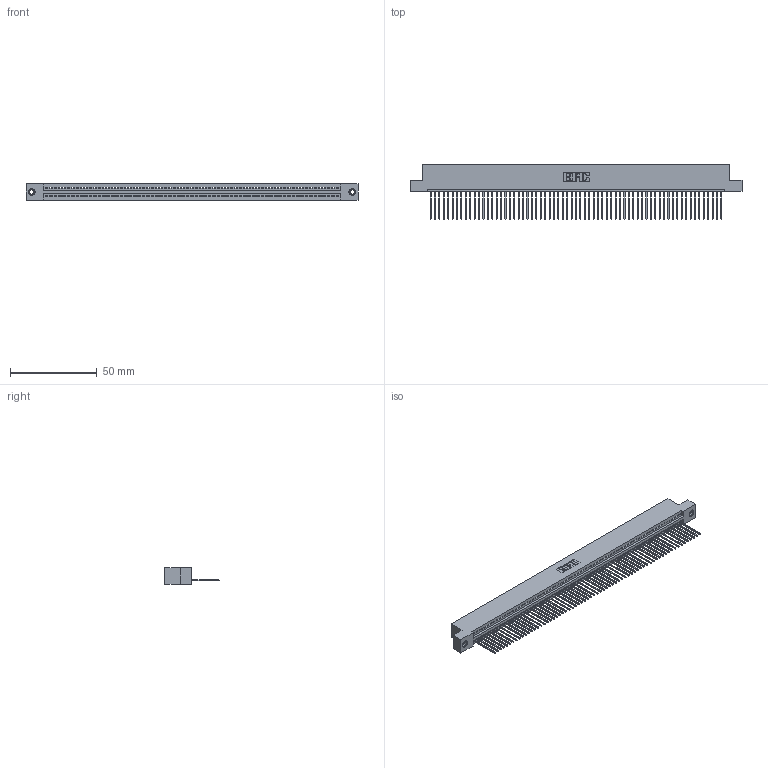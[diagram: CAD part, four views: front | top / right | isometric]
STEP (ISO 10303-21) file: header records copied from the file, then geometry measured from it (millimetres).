
FILE_DESCRIPTION (( 'STEP AP203' ), '1' );
FILE_NAME ('345-067-542-107.STEP', '2019-10-12T02:30:11', ( '' ), ( '' ), 'SwSTEP 2.0', 'SolidWorks 2016', '' );
FILE_SCHEMA (( 'CONFIG_CONTROL_DESIGN' ));
Length unit declared in the file: inch
Products named in the file (4): 345-250-001_345-250-005-103; 345 Part_Flush Mounting Lugs - 0.156 Dia-TI; 345-292-001_345-293-142; 345-067-542-107
Assembly tree (70 placements, depth 2):
  345-067-542-107
    345 Part_Flush Mounting Lugs - 0.156 Dia-TI
    345-292-001_345-293-142  x67
    345-250-001_345-250-005-103  x2
Bounding box: 191.39 x 31.29 x 9.4 mm (x, y, z)
Volume: 18518.7 mm3; surface area: 25924.7 mm2
Topology: 70 solids, 70 shells, 4072 faces, 12269 edges, 8082 vertices
Faces by surface type: plane 2792, cylinder 1264, cone 12, torus 4
Entity records: 48264 total; most frequent: CARTESIAN_POINT 8340, ORIENTED_EDGE 8334, DIRECTION 7275, EDGE_CURVE 4167, LINE 3747, VECTOR 3747, VERTEX_POINT 2772, AXIS2_PLACEMENT_3D 1764
